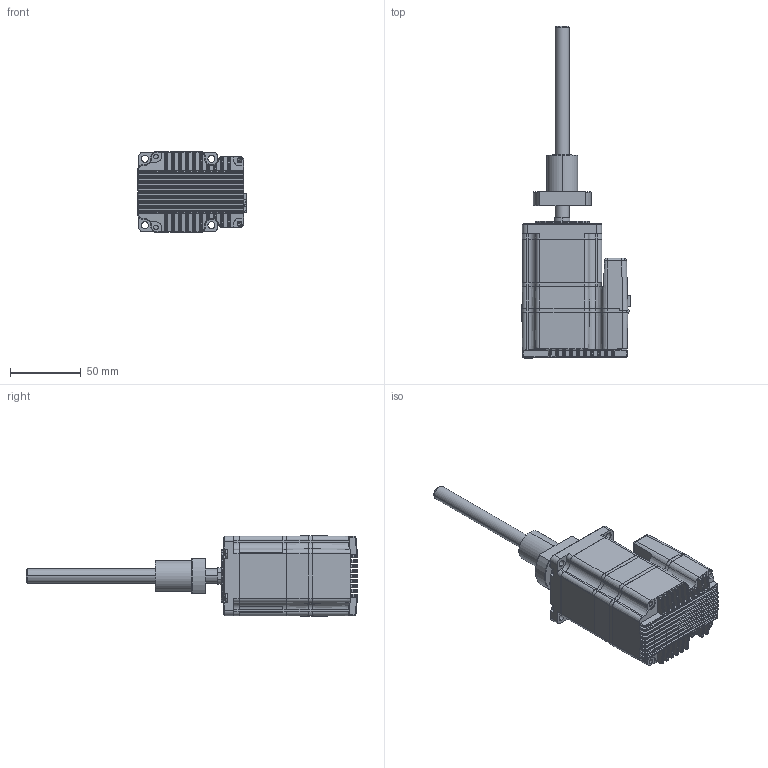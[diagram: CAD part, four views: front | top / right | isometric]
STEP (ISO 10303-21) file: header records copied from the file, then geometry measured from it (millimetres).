
FILE_DESCRIPTION (( 'STEP AP203' ), '1' );
FILE_NAME ('TSM23Q-2RG-B1010-140-FF1-0.STEP', '2021-08-02T08:55:43', ( '' ), ( '' ), 'SwSTEP 2.0', 'SolidWorks 2014', '' );
FILE_SCHEMA (( 'CONFIG_CONTROL_DESIGN' ));
Length unit declared in the file: millimetre
Products named in the file (1): TSM23Q-2RG-B1010-140-FF1-0
Bounding box: 76.76 x 235.15 x 57.09 mm (x, y, z)
Surface area: 57354 mm2 (no closed solid volume)
Topology: 0 solids, 25 shells, 968 faces, 3246 edges, 2276 vertices
Faces by surface type: plane 438, cylinder 295, bspline 173, cone 52, sphere 10
Entity records: 41818 total; most frequent: CARTESIAN_POINT 14981, ORIENTED_EDGE 5539, DIRECTION 5083, EDGE_CURVE 3240, VERTEX_POINT 2272, VECTOR 1701, LINE 1701, AXIS2_PLACEMENT_3D 1691
